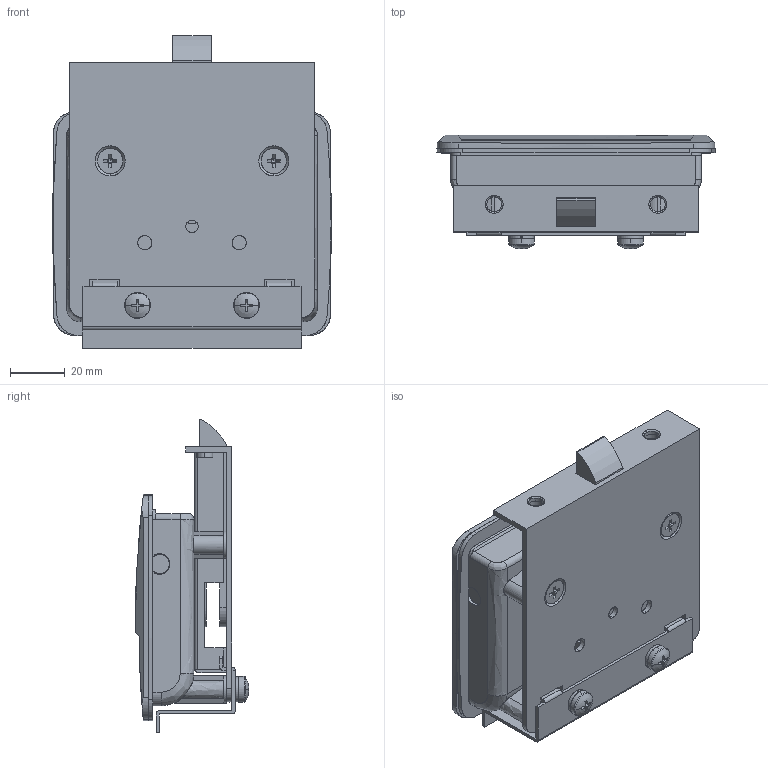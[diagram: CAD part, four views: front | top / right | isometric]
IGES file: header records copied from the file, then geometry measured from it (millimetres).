
Start section: SolidWorks IGES file using analytic representation for surfaces
Global section: file name: A-1151R-1-1.IGS; native system: SolidWorks 2012; preprocessor: SolidWorks 2012; author: 1337yo; date: 131009.155021; units: millimetre
Bounding box: 102 x 41.67 x 114.8 mm (x, y, z)
Surface area: 89316.9 mm2 (no closed solid volume)
Topology: 0 solids, 0 shells, 636 faces, 8036 edges, 8018 vertices
Faces by surface type: bspline 355, revolution 281
